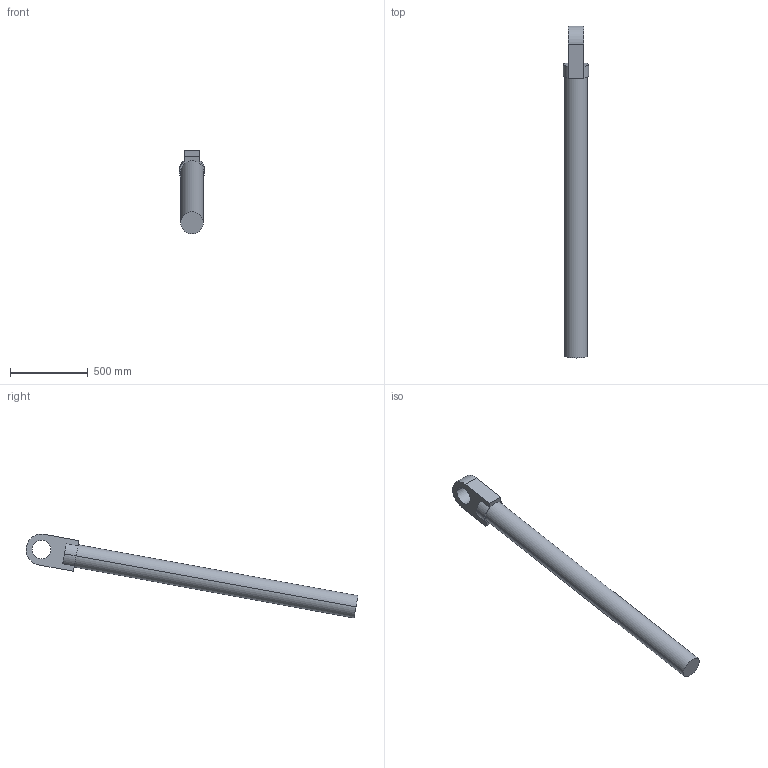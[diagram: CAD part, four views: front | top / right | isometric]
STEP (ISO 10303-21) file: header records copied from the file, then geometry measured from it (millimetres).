
FILE_DESCRIPTION (( 'STEP AP203' ), '1' );
FILE_NAME ('BoomLeftPiston_Primary.STEP', '2022-03-09T01:02:03', ( '' ), ( '' ), 'SwSTEP 2.0', 'SolidWorks 2020', '' );
FILE_SCHEMA (( 'CONFIG_CONTROL_DESIGN' ));
Length unit declared in the file: millimetre
Products named in the file (2): BoomLeftPiston_Primary; BoomLeftPiston
Assembly tree (1 placements, depth 2):
  BoomLeftPiston_Primary
    BoomLeftPiston
Bounding box: 163.33 x 2129.87 x 538.24 mm (x, y, z)
Volume: 35507096.2 mm3; surface area: 1078737.7 mm2
Topology: 1 solids, 1 shells, 16 faces, 39 edges, 26 vertices
Faces by surface type: cylinder 8, plane 8
Entity records: 679 total; most frequent: DIRECTION 95, CARTESIAN_POINT 85, ORIENTED_EDGE 78, EDGE_CURVE 39, AXIS2_PLACEMENT_3D 36, VERTEX_POINT 26, LINE 23, VECTOR 23
